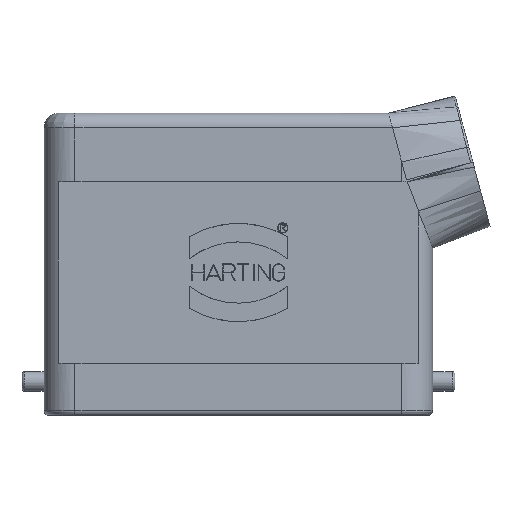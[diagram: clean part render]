
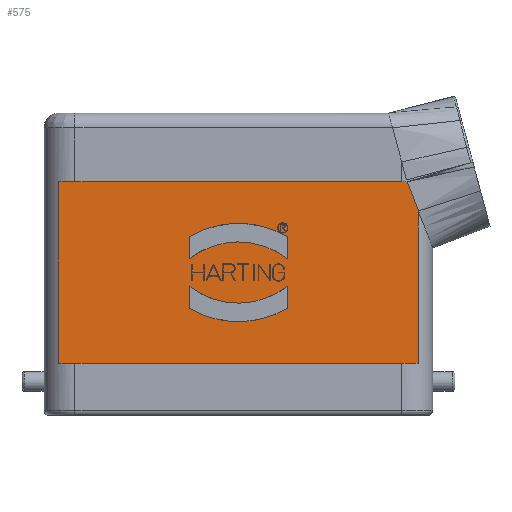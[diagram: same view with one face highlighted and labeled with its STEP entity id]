
A CAD part, top view. The second image highlights one B-rep face of the part: STEP entity #575.
In plain terms, the highlighted planar face has unit normal (0, 0, 1).
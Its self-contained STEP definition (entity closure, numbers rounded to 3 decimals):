
#575=ADVANCED_FACE('',(#939),#768,.F.);
#768=PLANE('',#4320);
#939=FACE_OUTER_BOUND('',#1189,.T.);
#1189=EDGE_LOOP('',(#1870,#1871,#1872,#1873,#1874));
#1870=ORIENTED_EDGE('',*,*,#3074,.T.);
#1871=ORIENTED_EDGE('',*,*,#3075,.F.);
#1872=ORIENTED_EDGE('',*,*,#3070,.F.);
#1873=ORIENTED_EDGE('',*,*,#3076,.F.);
#1874=ORIENTED_EDGE('',*,*,#3077,.F.);
#2615=VERTEX_POINT('',#6619);
#2617=VERTEX_POINT('',#6644);
#2618=VERTEX_POINT('',#6645);
#2621=VERTEX_POINT('',#6653);
#2622=VERTEX_POINT('',#6654);
#3070=EDGE_CURVE('',#2617,#2618,#3542,.T.);
#3074=EDGE_CURVE('',#2621,#2622,#3544,.T.);
#3075=EDGE_CURVE('',#2618,#2622,#3545,.T.);
#3076=EDGE_CURVE('',#2615,#2617,#3546,.T.);
#3077=EDGE_CURVE('',#2621,#2615,#3547,.T.);
#3542=LINE('',#6643,#3920);
#3544=LINE('',#6652,#3922);
#3545=LINE('',#6655,#3923);
#3546=LINE('',#6656,#3924);
#3547=LINE('',#6657,#3925);
#3920=VECTOR('',#5008,1.);
#3922=VECTOR('',#5016,1.);
#3923=VECTOR('',#5017,1.);
#3924=VECTOR('',#5018,1.);
#3925=VECTOR('',#5019,1.);
#4320=AXIS2_PLACEMENT_3D('',#6658,#5020,#5021);
#5008=DIRECTION('',(-1.,0.,0.));
#5016=DIRECTION('',(-1.,0.,0.));
#5017=DIRECTION('',(0.,1.,0.));
#5018=DIRECTION('',(0.,-1.,0.));
#5019=DIRECTION('',(0.358,-0.934,0.));
#5020=DIRECTION('',(0.,0.,-1.));
#5021=DIRECTION('',(-1.,0.,0.));
#6619=CARTESIAN_POINT('',(36.706,27.049,13.75));
#6643=CARTESIAN_POINT('',(36.706,-4.,13.75));
#6644=CARTESIAN_POINT('',(36.706,-4.,13.75));
#6645=CARTESIAN_POINT('',(-36.706,-4.,13.75));
#6652=CARTESIAN_POINT('',(34.422,33.,13.75));
#6653=CARTESIAN_POINT('',(34.422,33.,13.75));
#6654=CARTESIAN_POINT('',(-36.706,33.,13.75));
#6655=CARTESIAN_POINT('',(-36.706,-4.,13.75));
#6656=CARTESIAN_POINT('',(36.706,27.049,13.75));
#6657=CARTESIAN_POINT('',(34.422,33.,13.75));
#6658=CARTESIAN_POINT('',(37.706,-4.925,13.75));
